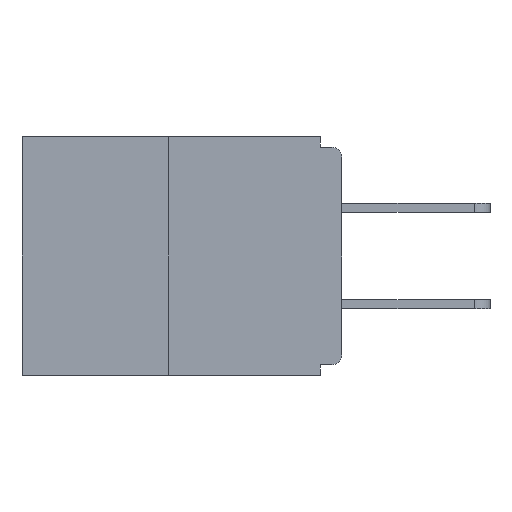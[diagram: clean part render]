
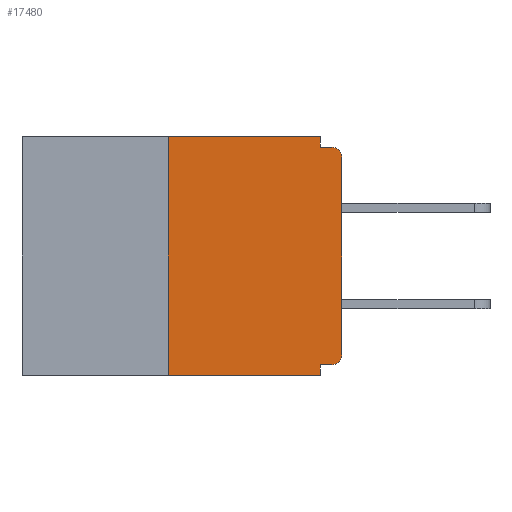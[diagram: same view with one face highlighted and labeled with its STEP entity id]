
A CAD part, left-side view. The second image highlights one B-rep face of the part: STEP entity #17480.
In plain terms, the highlighted planar face has unit normal (-1, 0, 0).
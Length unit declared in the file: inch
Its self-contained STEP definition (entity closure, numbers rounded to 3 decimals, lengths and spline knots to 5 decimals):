
#131 = VECTOR ( 'NONE', #7895, 39.37008 ) ;
#166 = DIRECTION ( 'NONE',  ( 1., 0., 0. ) ) ;
#229 = EDGE_CURVE ( 'NONE', #3483, #16589, #4005, .T. ) ;
#268 = ORIENTED_EDGE ( 'NONE', *, *, #9033, .F. ) ;
#277 = LINE ( 'NONE', #8512, #934 ) ;
#485 = CARTESIAN_POINT ( 'NONE',  ( 0., 0.031, 0. ) ) ;
#776 = CARTESIAN_POINT ( 'NONE',  ( 0., 0.015, -0.328 ) ) ;
#902 = CIRCLE ( 'NONE', #2732, 0.015 ) ;
#934 = VECTOR ( 'NONE', #1395, 39.37008 ) ;
#1127 = VERTEX_POINT ( 'NONE', #776 ) ;
#1322 = VERTEX_POINT ( 'NONE', #15813 ) ;
#1395 = DIRECTION ( 'NONE',  ( 0., 1., 0. ) ) ;
#1624 = CARTESIAN_POINT ( 'NONE',  ( 0., 0.25, -0.343 ) ) ;
#1651 = VERTEX_POINT ( 'NONE', #12397 ) ;
#1921 = DIRECTION ( 'NONE',  ( 0., 0., -1. ) ) ;
#1983 = VERTEX_POINT ( 'NONE', #7319 ) ;
#2294 = ORIENTED_EDGE ( 'NONE', *, *, #12631, .F. ) ;
#2462 = VECTOR ( 'NONE', #4607, 39.37008 ) ;
#2732 = AXIS2_PLACEMENT_3D ( 'NONE', #14547, #8699, #12980 ) ;
#2874 = CIRCLE ( 'NONE', #8254, 0.015 ) ;
#3483 = VERTEX_POINT ( 'NONE', #1624 ) ;
#3608 = ORIENTED_EDGE ( 'NONE', *, *, #10043, .F. ) ;
#3683 = LINE ( 'NONE', #10471, #12149 ) ;
#3875 = VERTEX_POINT ( 'NONE', #14334 ) ;
#3929 = FACE_OUTER_BOUND ( 'NONE', #17590, .T. ) ;
#4005 = LINE ( 'NONE', #17320, #6424 ) ;
#4366 = DIRECTION ( 'NONE',  ( -1., 0., 0. ) ) ;
#4607 = DIRECTION ( 'NONE',  ( 0., 0., 1. ) ) ;
#4890 = ORIENTED_EDGE ( 'NONE', *, *, #13842, .T. ) ;
#5032 = ORIENTED_EDGE ( 'NONE', *, *, #7207, .T. ) ;
#5262 = CARTESIAN_POINT ( 'NONE',  ( 0., 0., -0.015 ) ) ;
#5305 = EDGE_CURVE ( 'NONE', #3875, #6222, #14302, .T. ) ;
#5830 = CARTESIAN_POINT ( 'NONE',  ( 0., 0.46, 0. ) ) ;
#5888 = EDGE_CURVE ( 'NONE', #15717, #6222, #2874, .T. ) ;
#5893 = DIRECTION ( 'NONE',  ( 0., 0., -1. ) ) ;
#5937 = DIRECTION ( 'NONE',  ( 0., -1., 0. ) ) ;
#5959 = CARTESIAN_POINT ( 'NONE',  ( 0., 0.25, 0. ) ) ;
#6222 = VERTEX_POINT ( 'NONE', #11570 ) ;
#6330 = ORIENTED_EDGE ( 'NONE', *, *, #13473, .F. ) ;
#6424 = VECTOR ( 'NONE', #5937, 39.37008 ) ;
#6528 = VECTOR ( 'NONE', #1921, 39.37008 ) ;
#6683 = DIRECTION ( 'NONE',  ( 0., -1., 0. ) ) ;
#7144 = DIRECTION ( 'NONE',  ( 0., 0., -1. ) ) ;
#7207 = EDGE_CURVE ( 'NONE', #1322, #15717, #11955, .T. ) ;
#7319 = CARTESIAN_POINT ( 'NONE',  ( 0., 0.031, -0.328 ) ) ;
#7895 = DIRECTION ( 'NONE',  ( 0., 0., 1. ) ) ;
#8254 = AXIS2_PLACEMENT_3D ( 'NONE', #17211, #4366, #7144 ) ;
#8281 = ORIENTED_EDGE ( 'NONE', *, *, #5305, .F. ) ;
#8512 = CARTESIAN_POINT ( 'NONE',  ( 0., 0., -0.328 ) ) ;
#8673 = EDGE_CURVE ( 'NONE', #1983, #16589, #12818, .T. ) ;
#8699 = DIRECTION ( 'NONE',  ( -1., 0., 0. ) ) ;
#8998 = ORIENTED_EDGE ( 'NONE', *, *, #8673, .F. ) ;
#9033 = EDGE_CURVE ( 'NONE', #1651, #15266, #3683, .T. ) ;
#9624 = DIRECTION ( 'NONE',  ( 0., 0., -1. ) ) ;
#10043 = EDGE_CURVE ( 'NONE', #1127, #1983, #277, .T. ) ;
#10194 = ORIENTED_EDGE ( 'NONE', *, *, #5888, .T. ) ;
#10392 = ORIENTED_EDGE ( 'NONE', *, *, #229, .T. ) ;
#10471 = CARTESIAN_POINT ( 'NONE',  ( 0., 0.46, 0. ) ) ;
#11054 = CARTESIAN_POINT ( 'NONE',  ( 0., 0., -0.03 ) ) ;
#11414 = VECTOR ( 'NONE', #6683, 39.37008 ) ;
#11570 = CARTESIAN_POINT ( 'NONE',  ( 0., 0.015, -0.015 ) ) ;
#11856 = LINE ( 'NONE', #5959, #2462 ) ;
#11955 = LINE ( 'NONE', #15012, #131 ) ;
#12149 = VECTOR ( 'NONE', #13579, 39.37008 ) ;
#12397 = CARTESIAN_POINT ( 'NONE',  ( 0., 0.25, 0. ) ) ;
#12631 = EDGE_CURVE ( 'NONE', #15266, #3875, #18353, .T. ) ;
#12818 = LINE ( 'NONE', #15227, #15957 ) ;
#12980 = DIRECTION ( 'NONE',  ( 0., 0., -1. ) ) ;
#13473 = EDGE_CURVE ( 'NONE', #3483, #1651, #11856, .T. ) ;
#13579 = DIRECTION ( 'NONE',  ( 0., -1., 0. ) ) ;
#13842 = EDGE_CURVE ( 'NONE', #1127, #1322, #902, .T. ) ;
#14302 = LINE ( 'NONE', #5262, #11414 ) ;
#14334 = CARTESIAN_POINT ( 'NONE',  ( 0., 0.031, -0.015 ) ) ;
#14386 = PLANE ( 'NONE',  #18159 ) ;
#14547 = CARTESIAN_POINT ( 'NONE',  ( 0., 0.015, -0.313 ) ) ;
#15012 = CARTESIAN_POINT ( 'NONE',  ( 0., 0., 0. ) ) ;
#15227 = CARTESIAN_POINT ( 'NONE',  ( 0., 0.031, -0.343 ) ) ;
#15266 = VERTEX_POINT ( 'NONE', #16208 ) ;
#15717 = VERTEX_POINT ( 'NONE', #11054 ) ;
#15813 = CARTESIAN_POINT ( 'NONE',  ( 0., 0., -0.313 ) ) ;
#15957 = VECTOR ( 'NONE', #9624, 39.37008 ) ;
#16208 = CARTESIAN_POINT ( 'NONE',  ( 0., 0.031, 0. ) ) ;
#16589 = VERTEX_POINT ( 'NONE', #16986 ) ;
#16986 = CARTESIAN_POINT ( 'NONE',  ( 0., 0.031, -0.343 ) ) ;
#17211 = CARTESIAN_POINT ( 'NONE',  ( 0., 0.015, -0.03 ) ) ;
#17320 = CARTESIAN_POINT ( 'NONE',  ( 0., 0.46, -0.343 ) ) ;
#17480 = ADVANCED_FACE ( 'NONE', ( #3929 ), #14386, .F. ) ;
#17590 = EDGE_LOOP ( 'NONE', ( #268, #6330, #10392, #8998, #3608, #4890, #5032, #10194, #8281, #2294 ) ) ;
#18159 = AXIS2_PLACEMENT_3D ( 'NONE', #5830, #166, #5893 ) ;
#18353 = LINE ( 'NONE', #485, #6528 ) ;
